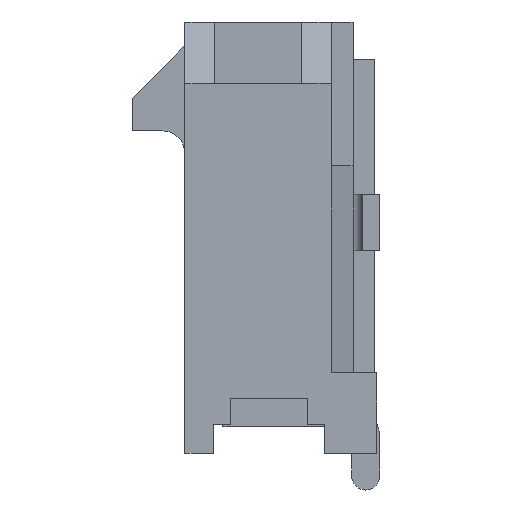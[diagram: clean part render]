
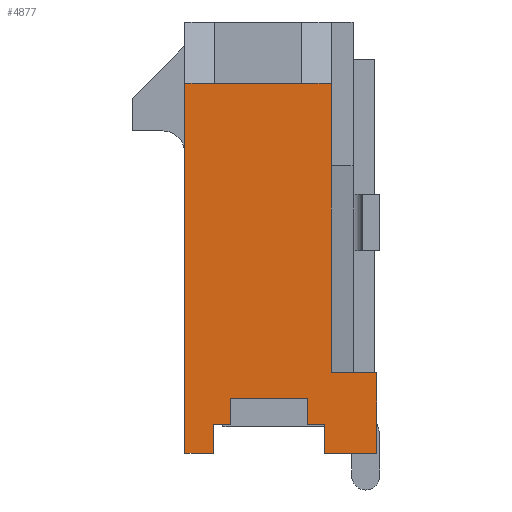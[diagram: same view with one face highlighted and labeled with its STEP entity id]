
A CAD part, left-side view. The second image highlights one B-rep face of the part: STEP entity #4877.
In plain terms, the highlighted planar face has unit normal (-1, 0, 0).
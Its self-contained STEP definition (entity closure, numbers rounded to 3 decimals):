
#1069=DIRECTION('',(0.,0.,-1.));
#1070=VECTOR('',#1069,1.9);
#1071=CARTESIAN_POINT('',(-6.325,-1.43,3.55));
#1072=LINE('',#1071,#1070);
#1073=DIRECTION('',(0.,0.,1.));
#1074=VECTOR('',#1073,4.75);
#1075=CARTESIAN_POINT('',(-6.325,-1.43,-3.1));
#1076=LINE('',#1075,#1074);
#1077=DIRECTION('',(0.,0.,-1.));
#1078=VECTOR('',#1077,1.85);
#1079=CARTESIAN_POINT('',(-6.325,-2.47,-3.1));
#1080=LINE('',#1079,#1078);
#1081=DIRECTION('',(0.,1.,0.));
#1082=VECTOR('',#1081,1.2);
#1083=CARTESIAN_POINT('',(-6.325,-2.47,-4.95));
#1084=LINE('',#1083,#1082);
#1085=DIRECTION('',(0.,0.,1.));
#1086=VECTOR('',#1085,0.67);
#1087=CARTESIAN_POINT('',(-6.325,-1.27,-4.95));
#1088=LINE('',#1087,#1086);
#1089=DIRECTION('',(0.,1.,0.));
#1090=VECTOR('',#1089,0.395);
#1091=CARTESIAN_POINT('',(-6.325,-1.27,-4.28));
#1092=LINE('',#1091,#1090);
#1093=DIRECTION('',(0.,0.,-1.));
#1094=VECTOR('',#1093,0.6);
#1095=CARTESIAN_POINT('',(-6.325,-0.875,-3.68));
#1096=LINE('',#1095,#1094);
#1097=DIRECTION('',(0.,-1.,0.));
#1098=VECTOR('',#1097,1.75);
#1099=CARTESIAN_POINT('',(-6.325,0.875,-3.68));
#1100=LINE('',#1099,#1098);
#1101=DIRECTION('',(0.,0.,-1.));
#1102=VECTOR('',#1101,0.6);
#1103=CARTESIAN_POINT('',(-6.325,0.875,-3.68));
#1104=LINE('',#1103,#1102);
#1105=DIRECTION('',(0.,1.,0.));
#1106=VECTOR('',#1105,0.395);
#1107=CARTESIAN_POINT('',(-6.325,0.875,-4.28));
#1108=LINE('',#1107,#1106);
#1109=DIRECTION('',(0.,0.,-1.));
#1110=VECTOR('',#1109,0.67);
#1111=CARTESIAN_POINT('',(-6.325,1.27,-4.28));
#1112=LINE('',#1111,#1110);
#1113=DIRECTION('',(0.,1.,0.));
#1114=VECTOR('',#1113,0.66);
#1115=CARTESIAN_POINT('',(-6.325,1.27,-4.95));
#1116=LINE('',#1115,#1114);
#1117=DIRECTION('',(0.,0.,1.));
#1118=VECTOR('',#1117,8.5);
#1119=CARTESIAN_POINT('',(-6.325,1.93,-4.95));
#1120=LINE('',#1119,#1118);
#1121=DIRECTION('',(0.,1.,0.));
#1122=VECTOR('',#1121,0.68);
#1123=CARTESIAN_POINT('',(-6.325,1.25,3.55));
#1124=LINE('',#1123,#1122);
#1125=DIRECTION('',(0.,1.,0.));
#1126=VECTOR('',#1125,2.);
#1127=CARTESIAN_POINT('',(-6.325,-0.75,3.55));
#1128=LINE('',#1127,#1126);
#1129=DIRECTION('',(0.,1.,0.));
#1130=VECTOR('',#1129,0.68);
#1131=CARTESIAN_POINT('',(-6.325,-1.43,3.55));
#1132=LINE('',#1131,#1130);
#1293=DIRECTION('',(0.,1.,0.));
#1294=VECTOR('',#1293,1.04);
#1295=CARTESIAN_POINT('',(-6.325,-2.47,-3.1));
#1296=LINE('',#1295,#1294);
#2595=CARTESIAN_POINT('',(-6.325,-2.47,-3.1));
#2596=CARTESIAN_POINT('',(-6.325,-2.47,-4.95));
#2597=VERTEX_POINT('',#2595);
#2598=VERTEX_POINT('',#2596);
#2599=CARTESIAN_POINT('',(-6.325,-1.27,-4.95));
#2600=VERTEX_POINT('',#2599);
#2607=CARTESIAN_POINT('',(-6.325,-1.27,-4.28));
#2608=VERTEX_POINT('',#2607);
#2609=CARTESIAN_POINT('',(-6.325,1.27,-4.28));
#2610=CARTESIAN_POINT('',(-6.325,1.27,-4.95));
#2611=VERTEX_POINT('',#2609);
#2612=VERTEX_POINT('',#2610);
#2613=CARTESIAN_POINT('',(-6.325,1.93,-4.95));
#2614=VERTEX_POINT('',#2613);
#2639=CARTESIAN_POINT('',(-6.325,-0.75,3.55));
#2640=CARTESIAN_POINT('',(-6.325,1.25,3.55));
#2641=VERTEX_POINT('',#2639);
#2642=VERTEX_POINT('',#2640);
#2693=CARTESIAN_POINT('',(-6.325,-0.875,-4.28));
#2695=VERTEX_POINT('',#2693);
#2697=CARTESIAN_POINT('',(-6.325,0.875,-4.28));
#2699=VERTEX_POINT('',#2697);
#2739=CARTESIAN_POINT('',(-6.325,0.875,-3.68));
#2741=VERTEX_POINT('',#2739);
#2845=CARTESIAN_POINT('',(-6.325,1.93,3.55));
#2847=VERTEX_POINT('',#2845);
#2853=CARTESIAN_POINT('',(-6.325,-0.875,-3.68));
#2854=VERTEX_POINT('',#2853);
#2885=CARTESIAN_POINT('',(-6.325,-1.43,-3.1));
#2886=VERTEX_POINT('',#2885);
#3149=CARTESIAN_POINT('',(-6.325,-1.43,3.55));
#3151=VERTEX_POINT('',#3149);
#3158=CARTESIAN_POINT('',(-6.325,-1.43,1.65));
#3160=VERTEX_POINT('',#3158);
#4842=CARTESIAN_POINT('',(-6.325,0.,0.));
#4843=DIRECTION('',(1.,0.,0.));
#4844=DIRECTION('',(0.,0.,-1.));
#4845=AXIS2_PLACEMENT_3D('',#4842,#4843,#4844);
#4846=PLANE('',#4845);
#4847=ORIENTED_EDGE('',*,*,#3746,.T.);
#4849=ORIENTED_EDGE('',*,*,#4848,.F.);
#4851=ORIENTED_EDGE('',*,*,#4850,.F.);
#4853=ORIENTED_EDGE('',*,*,#4852,.T.);
#4855=ORIENTED_EDGE('',*,*,#4854,.T.);
#4856=ORIENTED_EDGE('',*,*,#3594,.T.);
#4857=ORIENTED_EDGE('',*,*,#4375,.T.);
#4858=ORIENTED_EDGE('',*,*,#4583,.F.);
#4860=ORIENTED_EDGE('',*,*,#4859,.F.);
#4862=ORIENTED_EDGE('',*,*,#4861,.T.);
#4863=ORIENTED_EDGE('',*,*,#4394,.T.);
#4865=ORIENTED_EDGE('',*,*,#4864,.T.);
#4867=ORIENTED_EDGE('',*,*,#4866,.T.);
#4869=ORIENTED_EDGE('',*,*,#4868,.T.);
#4871=ORIENTED_EDGE('',*,*,#4870,.F.);
#4872=ORIENTED_EDGE('',*,*,#4834,.F.);
#4874=ORIENTED_EDGE('',*,*,#4873,.F.);
#4875=EDGE_LOOP('',(#4847,#4849,#4851,#4853,#4855,#4856,#4857,#4858,#4860,#4862,
#4863,#4865,#4867,#4869,#4871,#4872,#4874));
#4876=FACE_OUTER_BOUND('',#4875,.F.);
#4877=ADVANCED_FACE('',(#4876),#4846,.F.);
#3594=EDGE_CURVE('',#2600,#2608,#1088,.T.);
#3746=EDGE_CURVE('',#3151,#3160,#1072,.T.);
#4375=EDGE_CURVE('',#2608,#2695,#1092,.T.);
#4394=EDGE_CURVE('',#2699,#2611,#1108,.T.);
#4583=EDGE_CURVE('',#2854,#2695,#1096,.T.);
#4834=EDGE_CURVE('',#2641,#2642,#1128,.T.);
#4848=EDGE_CURVE('',#2886,#3160,#1076,.T.);
#4850=EDGE_CURVE('',#2597,#2886,#1296,.T.);
#4852=EDGE_CURVE('',#2597,#2598,#1080,.T.);
#4854=EDGE_CURVE('',#2598,#2600,#1084,.T.);
#4859=EDGE_CURVE('',#2741,#2854,#1100,.T.);
#4861=EDGE_CURVE('',#2741,#2699,#1104,.T.);
#4864=EDGE_CURVE('',#2611,#2612,#1112,.T.);
#4866=EDGE_CURVE('',#2612,#2614,#1116,.T.);
#4868=EDGE_CURVE('',#2614,#2847,#1120,.T.);
#4870=EDGE_CURVE('',#2642,#2847,#1124,.T.);
#4873=EDGE_CURVE('',#3151,#2641,#1132,.T.);
